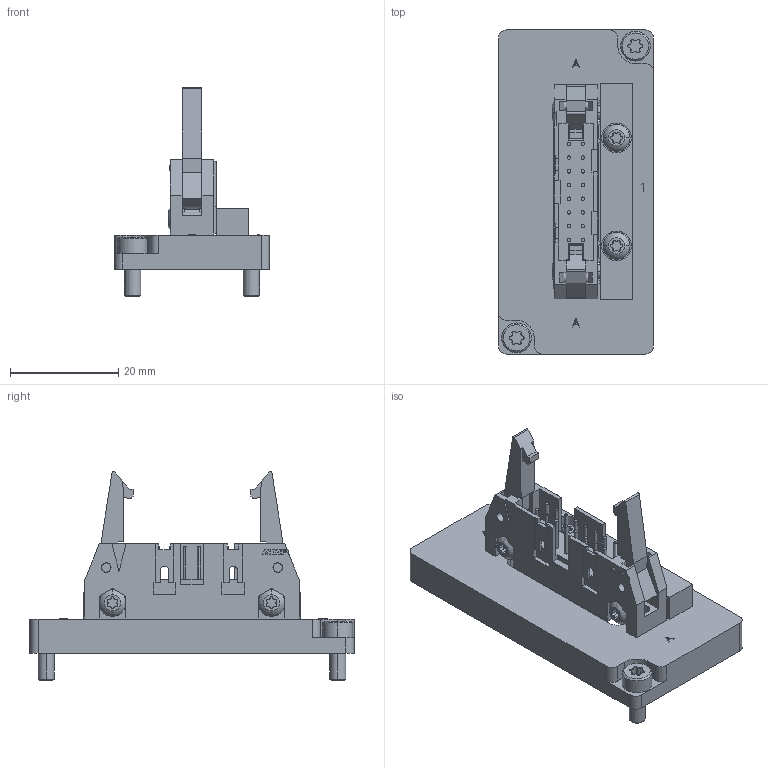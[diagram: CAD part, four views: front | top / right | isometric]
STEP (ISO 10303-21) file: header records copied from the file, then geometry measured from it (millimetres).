
FILE_DESCRIPTION (( 'STEP AP214' ), '1' );
FILE_NAME ('INGUN_56990.STEP', '2022-12-20T14:32:00', ( '' ), ( '' ), 'SwSTEP 2.0', 'SolidWorks 2021', '' );
FILE_SCHEMA (( 'AUTOMOTIVE_DESIGN' ));
Length unit declared in the file: millimetre
Products named in the file (9): ISO7380~n_M02,5x008; 56992~0_S; ISO7380~n_M02,5x010; 56991~1_S; 56693~0; DIN912~n_M03,0x008; INGUN_56990; INFO_4636~0_S; 56991~1
Assembly tree (11 placements, depth 3):
  INGUN_56990
    56991~1_S
      56991~1
      INFO_4636~0_S
    56992~0_S
    56693~0
    DIN912~n_M03,0x008  x2
    ISO7380~n_M02,5x010  x2
    ISO7380~n_M02,5x008  x2
Bounding box: 28.7 x 60 x 38.73 mm (x, y, z)
Volume: 13556.8 mm3; surface area: 10314.7 mm2
Topology: 14 solids, 14 shells, 623 faces, 1593 edges, 1048 vertices
Faces by surface type: plane 335, cylinder 262, cone 16, torus 8, bspline 2
Entity records: 20880 total; most frequent: CARTESIAN_POINT 2896, DIRECTION 2891, ORIENTED_EDGE 2760, EDGE_CURVE 1380, AXIS2_PLACEMENT_3D 971, LINE 949, VECTOR 949, VERTEX_POINT 910
